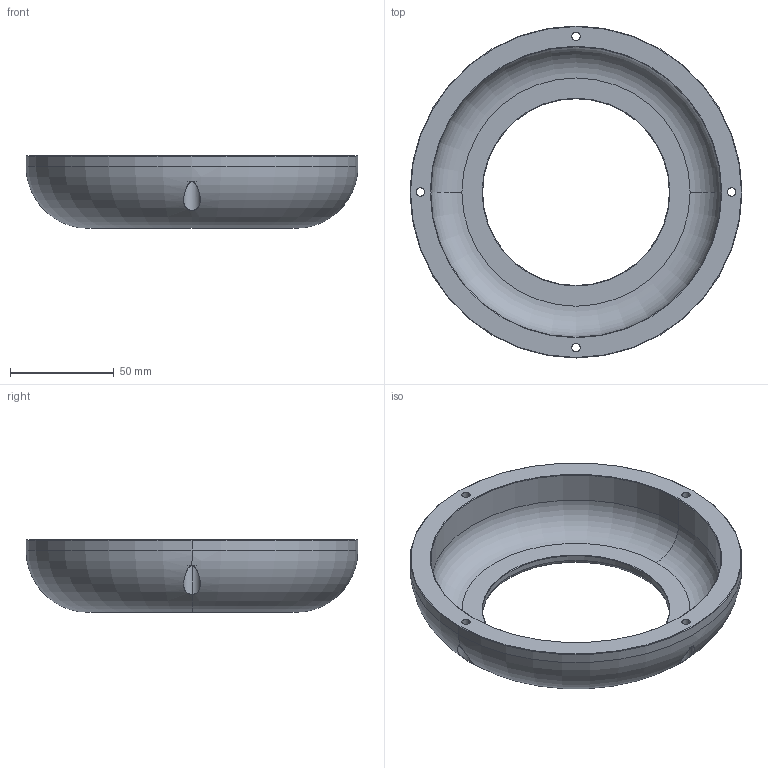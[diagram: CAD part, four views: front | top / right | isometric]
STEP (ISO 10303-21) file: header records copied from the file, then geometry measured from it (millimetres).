
FILE_DESCRIPTION (( 'STEP AP214' ), '1' );
FILE_NAME ('top cover 2.STEP', '2024-08-01T09:14:25', ( '' ), ( '' ), 'SwSTEP 2.0', 'SolidWorks 2024', '' );
FILE_SCHEMA (( 'AUTOMOTIVE_DESIGN' ));
Length unit declared in the file: millimetre
Products named in the file (1): top cover 2
Bounding box: 160 x 160 x 35 mm (x, y, z)
Volume: 138722.8 mm3; surface area: 50598.5 mm2
Topology: 1 solids, 1 shells, 49 faces, 116 edges, 72 vertices
Faces by surface type: cylinder 22, bspline 8, plane 7, cone 6, torus 6
Entity records: 5893 total; most frequent: CARTESIAN_POINT 4758, ORIENTED_EDGE 232, DIRECTION 224, EDGE_CURVE 116, AXIS2_PLACEMENT_3D 98, VERTEX_POINT 72, EDGE_LOOP 62, CIRCLE 56
